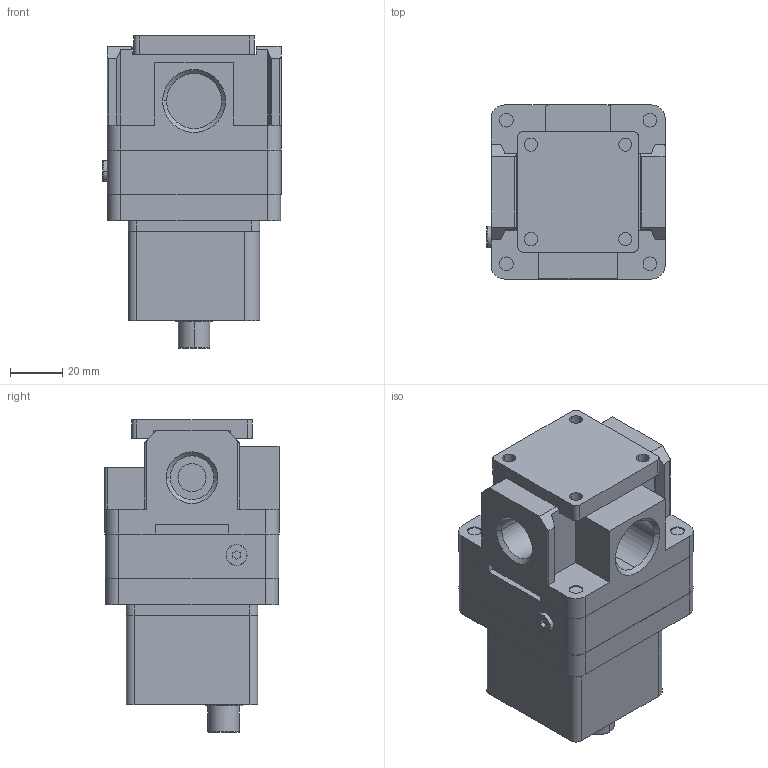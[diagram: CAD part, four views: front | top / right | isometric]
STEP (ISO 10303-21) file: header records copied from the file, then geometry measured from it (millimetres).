
FILE_DESCRIPTION (( 'STEP AP214' ), '1' );
FILE_NAME ('ETV4000.STEP', '2022-12-08T16:03:45', ( '' ), ( '' ), 'SwSTEP 2.0', 'SolidWorks 2022', '' );
FILE_SCHEMA (( 'AUTOMOTIVE_DESIGN' ));
Length unit declared in the file: millimetre
Products named in the file (1): ETV4000
Bounding box: 67.95 x 66.35 x 119 mm (x, y, z)
Volume: 329401.5 mm3; surface area: 41394.2 mm2
Topology: 1 solids, 1 shells, 295 faces, 728 edges, 476 vertices
Faces by surface type: plane 161, cylinder 106, torus 20, cone 8
Entity records: 12057 total; most frequent: DIRECTION 1576, CARTESIAN_POINT 1524, ORIENTED_EDGE 1456, EDGE_CURVE 728, AXIS2_PLACEMENT_3D 560, VERTEX_POINT 476, LINE 456, VECTOR 456
